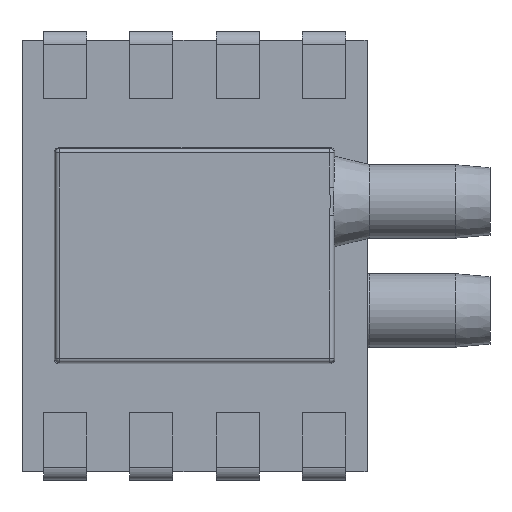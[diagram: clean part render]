
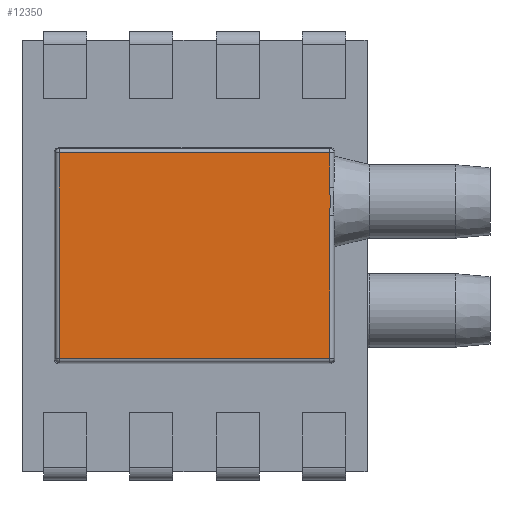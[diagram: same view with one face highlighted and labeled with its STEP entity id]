
A CAD part, top view. The second image highlights one B-rep face of the part: STEP entity #12350.
In plain terms, the highlighted planar face has unit normal (0, 0, 1).
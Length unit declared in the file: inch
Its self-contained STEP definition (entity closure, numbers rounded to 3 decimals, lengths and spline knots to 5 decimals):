
#4275=DIRECTION('',(0.,-1.,0.));
#4276=VECTOR('',#4275,0.03968);
#4277=CARTESIAN_POINT('',(0.15663,0.11913,0.175));
#4278=LINE('',#4277,#4276);
#4294=DIRECTION('',(1.,0.,0.));
#4295=VECTOR('',#4294,0.31325);
#4296=CARTESIAN_POINT('',(-0.15663,0.11913,0.175));
#4297=LINE('',#4296,#4295);
#4302=DIRECTION('',(0.,1.,0.));
#4303=VECTOR('',#4302,0.23825);
#4304=CARTESIAN_POINT('',(-0.15663,-0.11913,0.175));
#4305=LINE('',#4304,#4303);
#4383=DIRECTION('',(-1.,0.,0.));
#4384=VECTOR('',#4383,0.31325);
#4385=CARTESIAN_POINT('',(0.15663,-0.11913,0.175));
#4386=LINE('',#4385,#4384);
#4434=DIRECTION('',(0.,-1.,0.));
#4435=VECTOR('',#4434,0.16568);
#4436=CARTESIAN_POINT('',(0.15663,0.04655,0.175));
#4437=LINE('',#4436,#4435);
#4448=CARTESIAN_POINT('',(0.15663,0.07945,0.175));
#4449=CARTESIAN_POINT('',(0.15663,0.07808,0.175));
#4450=CARTESIAN_POINT('',(0.15673,0.07534,0.175));
#4451=CARTESIAN_POINT('',(0.15704,0.07123,0.175));
#4452=CARTESIAN_POINT('',(0.15731,0.06712,0.175));
#4453=CARTESIAN_POINT('',(0.15743,0.06302,0.175));
#4454=CARTESIAN_POINT('',(0.15731,0.0589,0.175));
#4455=CARTESIAN_POINT('',(0.15704,0.05479,0.175));
#4456=CARTESIAN_POINT('',(0.15673,0.05068,0.175));
#4457=CARTESIAN_POINT('',(0.15663,0.04793,0.175));
#4458=CARTESIAN_POINT('',(0.15663,0.04655,0.175));
#6332=VERTEX_POINT('',#4448);
#6333=VERTEX_POINT('',#4458);
#6349=CARTESIAN_POINT('',(-0.15663,0.11913,0.175));
#6350=VERTEX_POINT('',#6349);
#6351=CARTESIAN_POINT('',(0.15663,0.11913,0.175));
#6352=VERTEX_POINT('',#6351);
#6369=CARTESIAN_POINT('',(-0.15663,-0.11913,0.175));
#6370=VERTEX_POINT('',#6369);
#6373=CARTESIAN_POINT('',(0.15663,-0.11913,0.175));
#6374=VERTEX_POINT('',#6373);
#12333=CARTESIAN_POINT('',(0.,0.,0.175));
#12334=DIRECTION('',(0.,0.,1.));
#12335=DIRECTION('',(0.,-1.,0.));
#12336=AXIS2_PLACEMENT_3D('',#12333,#12334,#12335);
#12337=PLANE('',#12336);
#12339=ORIENTED_EDGE('',*,*,#12338,.T.);
#12340=ORIENTED_EDGE('',*,*,#12324,.T.);
#12341=ORIENTED_EDGE('',*,*,#12300,.T.);
#12343=ORIENTED_EDGE('',*,*,#12342,.T.);
#12345=ORIENTED_EDGE('',*,*,#12344,.T.);
#12347=ORIENTED_EDGE('',*,*,#12346,.T.);
#12348=EDGE_LOOP('',(#12339,#12340,#12341,#12343,#12345,#12347));
#12349=FACE_OUTER_BOUND('',#12348,.F.);
#4459=B_SPLINE_CURVE_WITH_KNOTS('',3,(#4448,#4449,#4450,#4451,#4452,#4453,#4454,
#4455,#4456,#4457,#4458),.UNSPECIFIED.,.F.,.F.,(4,1,1,1,1,1,1,1,4),(0.,
0.125,0.25,0.375,0.5,0.625,0.75,0.875,1.),.UNSPECIFIED.);
#12300=EDGE_CURVE('',#6352,#6332,#4278,.T.);
#12324=EDGE_CURVE('',#6350,#6352,#4297,.T.);
#12338=EDGE_CURVE('',#6370,#6350,#4305,.T.);
#12342=EDGE_CURVE('',#6332,#6333,#4459,.T.);
#12344=EDGE_CURVE('',#6333,#6374,#4437,.T.);
#12346=EDGE_CURVE('',#6374,#6370,#4386,.T.);
#12350=ADVANCED_FACE('',(#12349),#12337,.T.);
